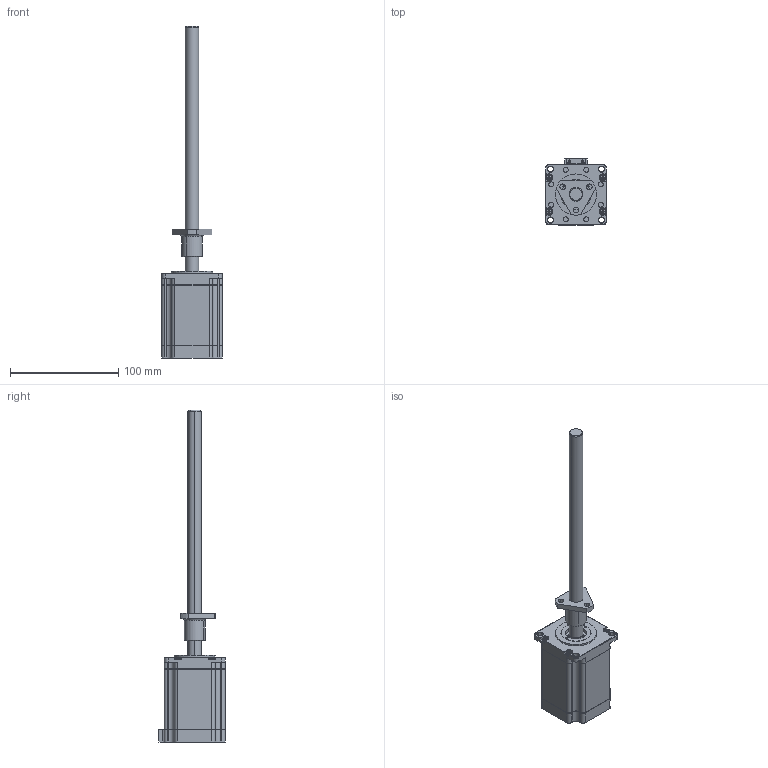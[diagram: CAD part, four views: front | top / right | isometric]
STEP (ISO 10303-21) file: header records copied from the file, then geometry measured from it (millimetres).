
FILE_DESCRIPTION (( 'STEP AP214' ), '1' );
FILE_NAME ('STP-LE23-3K09ANN.STEP', '2020-08-25T23:03:12', ( '' ), ( '' ), 'SwSTEP 2.0', 'SolidWorks 2017', '' );
FILE_SCHEMA (( 'AUTOMOTIVE_DESIGN' ));
Length unit declared in the file: millimetre
Products named in the file (3): STP-LE23-3K09ANN_1; STP-LE23-3K09ANN; STP-LE23-3K09ANN_2
Assembly tree (2 placements, depth 2):
  STP-LE23-3K09ANN
    STP-LE23-3K09ANN_1
    STP-LE23-3K09ANN_2
Bounding box: 56.2 x 61.2 x 307.1 mm (x, y, z)
Volume: 235661.3 mm3; surface area: 65758.7 mm2
Topology: 7 solids, 9 shells, 987 faces, 2605 edges, 1670 vertices
Faces by surface type: cylinder 452, plane 376, cone 119, torus 24, bspline 12, sphere 4
Entity records: 45371 total; most frequent: CARTESIAN_POINT 21385, ORIENTED_EDGE 5210, DIRECTION 4834, EDGE_CURVE 2605, AXIS2_PLACEMENT_3D 1763, VERTEX_POINT 1670, VECTOR 1308, LINE 1308
